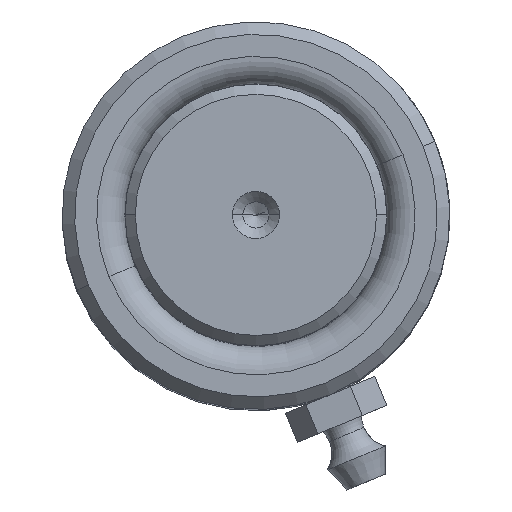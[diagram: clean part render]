
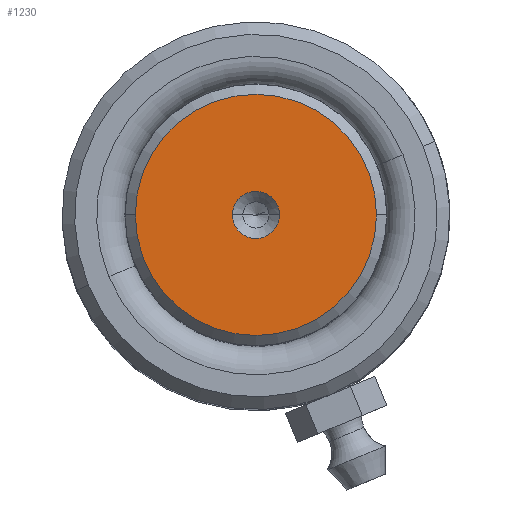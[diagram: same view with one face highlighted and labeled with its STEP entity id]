
A CAD part, top view. The second image highlights one B-rep face of the part: STEP entity #1230.
In plain terms, the highlighted planar face has unit normal (0, 0, 1).
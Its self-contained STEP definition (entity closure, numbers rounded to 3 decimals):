
#140 = EDGE_LOOP ( 'NONE', ( #3667, #3177 ) ) ;
#240 = CARTESIAN_POINT ( 'NONE',  ( 0., 0., 120. ) ) ;
#402 = DIRECTION ( 'NONE',  ( 1., 0., 0. ) ) ;
#721 = EDGE_CURVE ( 'NONE', #6181, #3569, #5408, .T. ) ;
#741 = CARTESIAN_POINT ( 'NONE',  ( 2.25, 0., 120. ) ) ;
#856 = EDGE_CURVE ( 'NONE', #4472, #5292, #974, .T. ) ;
#974 = CIRCLE ( 'NONE', #6415, 11.509 ) ;
#1061 = DIRECTION ( 'NONE',  ( 0., 0., 1. ) ) ;
#1111 = ORIENTED_EDGE ( 'NONE', *, *, #4486, .F. ) ;
#1201 = CARTESIAN_POINT ( 'NONE',  ( 0., 0., 120. ) ) ;
#1230 = ADVANCED_FACE ( 'NONE', ( #7333, #6236 ), #7463, .T. ) ;
#2048 = DIRECTION ( 'NONE',  ( 0., 0., 1. ) ) ;
#2152 = EDGE_LOOP ( 'NONE', ( #6395, #1111 ) ) ;
#2179 = DIRECTION ( 'NONE',  ( 0., 0., 1. ) ) ;
#2198 = EDGE_CURVE ( 'NONE', #5292, #4472, #5615, .T. ) ;
#2461 = AXIS2_PLACEMENT_3D ( 'NONE', #4221, #4800, #7141 ) ;
#2571 = CARTESIAN_POINT ( 'NONE',  ( -2.25, 0., 120. ) ) ;
#3044 = DIRECTION ( 'NONE',  ( 1., 0., 0. ) ) ;
#3177 = ORIENTED_EDGE ( 'NONE', *, *, #856, .T. ) ;
#3179 = CARTESIAN_POINT ( 'NONE',  ( -11.509, 0., 120. ) ) ;
#3569 = VERTEX_POINT ( 'NONE', #2571 ) ;
#3667 = ORIENTED_EDGE ( 'NONE', *, *, #2198, .T. ) ;
#3902 = CARTESIAN_POINT ( 'NONE',  ( 0., 0., 120. ) ) ;
#4221 = CARTESIAN_POINT ( 'NONE',  ( 0., 0., 120. ) ) ;
#4472 = VERTEX_POINT ( 'NONE', #5609 ) ;
#4486 = EDGE_CURVE ( 'NONE', #3569, #6181, #7331, .T. ) ;
#4800 = DIRECTION ( 'NONE',  ( 0., 0., 1. ) ) ;
#5292 = VERTEX_POINT ( 'NONE', #3179 ) ;
#5408 = CIRCLE ( 'NONE', #2461, 2.25 ) ;
#5420 = AXIS2_PLACEMENT_3D ( 'NONE', #3902, #2179, #6305 ) ;
#5609 = CARTESIAN_POINT ( 'NONE',  ( 11.509, 0., 120. ) ) ;
#5615 = CIRCLE ( 'NONE', #5826, 11.509 ) ;
#5757 = AXIS2_PLACEMENT_3D ( 'NONE', #240, #2048, #7278 ) ;
#5826 = AXIS2_PLACEMENT_3D ( 'NONE', #6878, #1061, #402 ) ;
#5901 = DIRECTION ( 'NONE',  ( 0., 0., 1. ) ) ;
#6181 = VERTEX_POINT ( 'NONE', #741 ) ;
#6236 = FACE_OUTER_BOUND ( 'NONE', #140, .T. ) ;
#6305 = DIRECTION ( 'NONE',  ( 1., 0., 0. ) ) ;
#6395 = ORIENTED_EDGE ( 'NONE', *, *, #721, .F. ) ;
#6415 = AXIS2_PLACEMENT_3D ( 'NONE', #1201, #5901, #3044 ) ;
#6878 = CARTESIAN_POINT ( 'NONE',  ( 0., 0., 120. ) ) ;
#7141 = DIRECTION ( 'NONE',  ( 1., 0., 0. ) ) ;
#7278 = DIRECTION ( 'NONE',  ( 1., 0., 0. ) ) ;
#7331 = CIRCLE ( 'NONE', #5757, 2.25 ) ;
#7333 = FACE_BOUND ( 'NONE', #2152, .T. ) ;
#7463 = PLANE ( 'NONE',  #5420 ) ;
